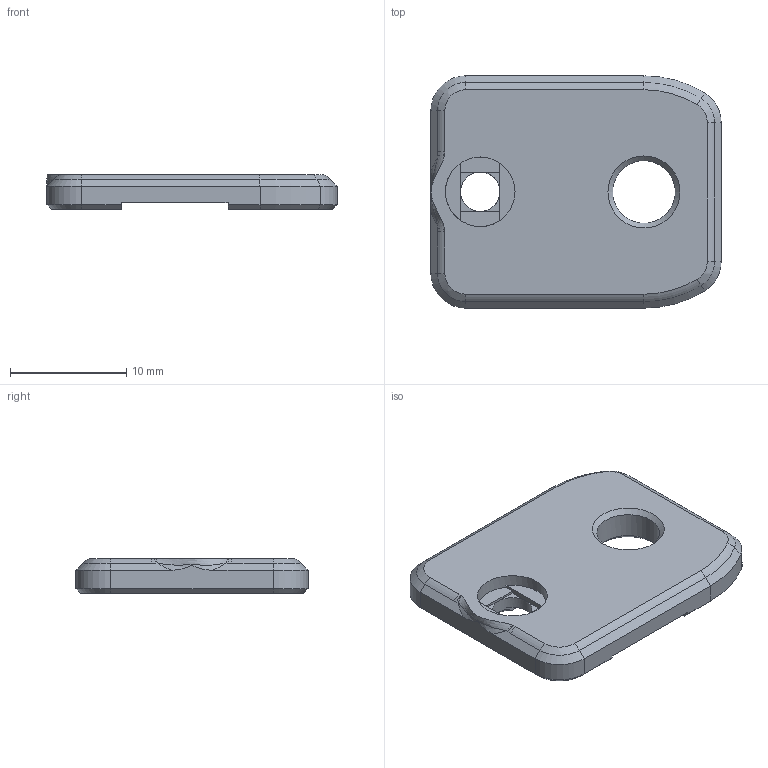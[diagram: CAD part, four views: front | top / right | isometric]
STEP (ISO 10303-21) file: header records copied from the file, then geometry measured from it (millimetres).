
FILE_DESCRIPTION(/* description */ (''),/* implementation_level */ '2;1');
FILE_NAME(/* name */ 'Z-Belt_Clamp_Lower_3mm.stp',/* time_stamp */ '2021-09-27T02:18:35+02:00',/* author */ ('Rama'),/* organization */ (''),/* preprocessor_version */ 'ST-DEVELOPER v18.1',/* originating_system */ 'Autodesk Inventor 2022',/* authorisation */ '');
FILE_SCHEMA (('AUTOMOTIVE_DESIGN { 1 0 10303 214 3 1 1 }'));
Length unit declared in the file: millimetre
Products named in the file (1): Z-Belt_Clamp_Lower_3mm
Bounding box: 25 x 20 x 3 mm (x, y, z)
Volume: 1178.8 mm3; surface area: 1179.9 mm2
Topology: 1 solids, 1 shells, 80 faces, 204 edges, 124 vertices
Faces by surface type: plane 39, cone 15, cylinder 14, bspline 10, torus 2
Full cylindrical faces by diameter (mm): 3.4 x1, 5.4 x1, 6 x1
Entity records: 3328 total; most frequent: CARTESIAN_POINT 1359, ORIENTED_EDGE 408, DIRECTION 398, EDGE_CURVE 204, AXIS2_PLACEMENT_3D 139, VERTEX_POINT 124, LINE 120, VECTOR 120
